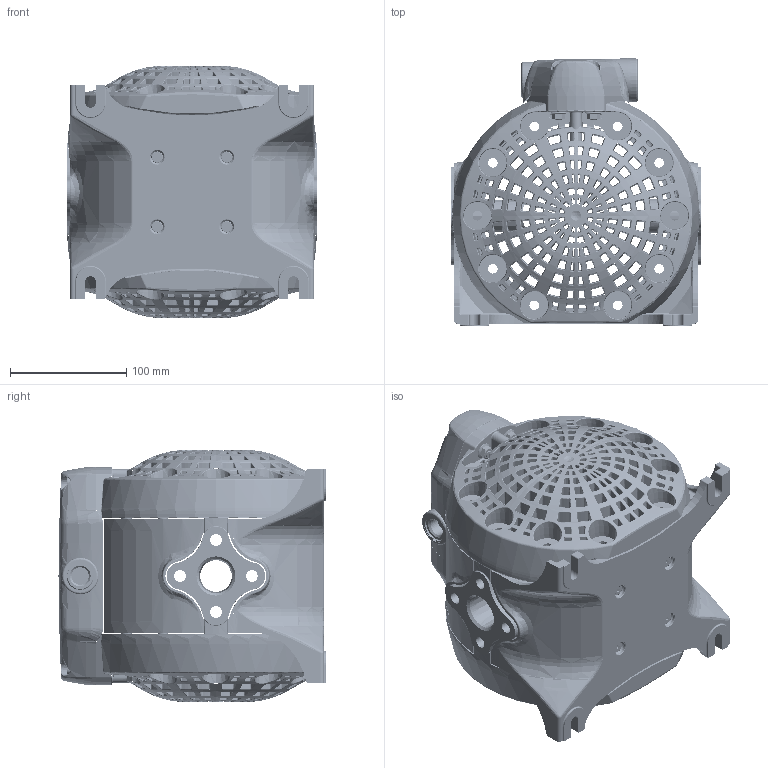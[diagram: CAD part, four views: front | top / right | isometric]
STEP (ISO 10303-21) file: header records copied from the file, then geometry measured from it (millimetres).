
FILE_DESCRIPTION (( 'STEP AP214' ), '1' );
FILE_NAME ('551160-DF100PPP23TTBAS.STEP', '2017-02-03T08:35:49', ( '' ), ( '' ), 'SwSTEP 2.0', 'SolidWorks 2017', '' );
FILE_SCHEMA (( 'AUTOMOTIVE_DESIGN' ));
Length unit declared in the file: millimetre
Products named in the file (1): 551160-DF100PPP23TTBAS
Bounding box: 216 x 230.25 x 217.4 mm (x, y, z)
Surface area: 557404.8 mm2 (no closed solid volume)
Topology: 0 solids, 72 shells, 6307 faces, 18396 edges, 11828 vertices
Faces by surface type: bspline 3436, plane 808, cone 798, torus 749, cylinder 488, sphere 28
Entity records: 392779 total; most frequent: CARTESIAN_POINT 190172, ORIENTED_EDGE 30623, DIRECTION 20307, EDGE_CURVE 18359, VERTEX_POINT 11828, B_SPLINE_CURVE_WITH_KNOTS 9995, AXIS2_PLACEMENT_3D 9239, EDGE_LOOP 6782
